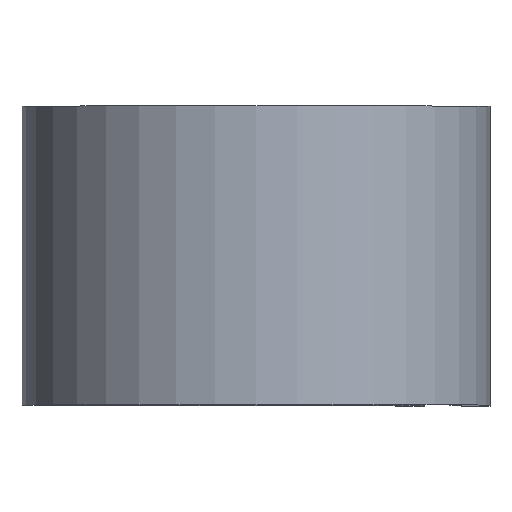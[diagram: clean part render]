
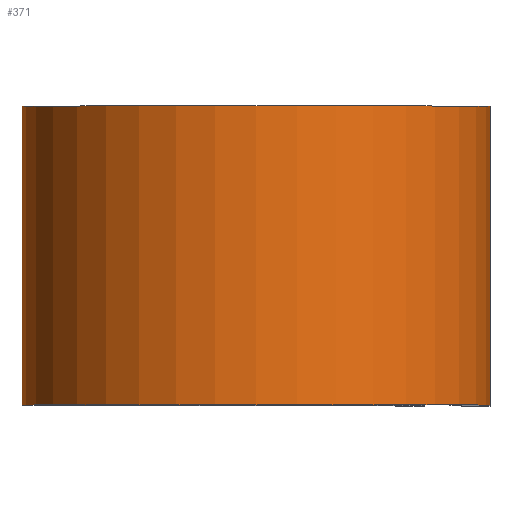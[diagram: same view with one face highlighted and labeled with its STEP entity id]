
A CAD part, top view. The second image highlights one B-rep face of the part: STEP entity #371.
In plain terms, the highlighted cylindrical face has radius 9.944 mm (diameter 19.888 mm), a partial arc.
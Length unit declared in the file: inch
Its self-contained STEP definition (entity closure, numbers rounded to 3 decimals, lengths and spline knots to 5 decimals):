
#2 = EDGE_CURVE ( 'NONE', #178, #469, #174, .T. ) ;
#14 = CARTESIAN_POINT ( 'NONE',  ( 0., 0.25, -0.3915 ) ) ;
#20 = AXIS2_PLACEMENT_3D ( 'NONE', #690, #695, #697 ) ;
#25 = EDGE_CURVE ( 'NONE', #439, #469, #49, .T. ) ;
#49 = LINE ( 'NONE', #277, #185 ) ;
#58 = EDGE_LOOP ( 'NONE', ( #548, #117, #711, #538 ) ) ;
#117 = ORIENTED_EDGE ( 'NONE', *, *, #25, .F. ) ;
#150 = EDGE_CURVE ( 'NONE', #510, #439, #627, .T. ) ;
#174 = CIRCLE ( 'NONE', #196, 0.3915 ) ;
#178 = VERTEX_POINT ( 'NONE', #675 ) ;
#185 = VECTOR ( 'NONE', #240, 39.37008 ) ;
#196 = AXIS2_PLACEMENT_3D ( 'NONE', #545, #673, #475 ) ;
#240 = DIRECTION ( 'NONE',  ( 0., -1., 0. ) ) ;
#242 = LINE ( 'NONE', #323, #596 ) ;
#269 = EDGE_CURVE ( 'NONE', #510, #178, #242, .T. ) ;
#276 = DIRECTION ( 'NONE',  ( 0., -1., 0. ) ) ;
#277 = CARTESIAN_POINT ( 'NONE',  ( 0.3915, 0.25, 0. ) ) ;
#323 = CARTESIAN_POINT ( 'NONE',  ( 0., 0.25, -0.3915 ) ) ;
#371 = ADVANCED_FACE ( 'NONE', ( #506 ), #498, .T. ) ;
#386 = CARTESIAN_POINT ( 'NONE',  ( 0.3915, -0.25, 0. ) ) ;
#439 = VERTEX_POINT ( 'NONE', #672 ) ;
#469 = VERTEX_POINT ( 'NONE', #386 ) ;
#475 = DIRECTION ( 'NONE',  ( 1., 0., 0. ) ) ;
#498 = CYLINDRICAL_SURFACE ( 'NONE', #558, 0.3915 ) ;
#506 = FACE_OUTER_BOUND ( 'NONE', #58, .T. ) ;
#510 = VERTEX_POINT ( 'NONE', #14 ) ;
#538 = ORIENTED_EDGE ( 'NONE', *, *, #269, .T. ) ;
#545 = CARTESIAN_POINT ( 'NONE',  ( 0., -0.25, 0. ) ) ;
#548 = ORIENTED_EDGE ( 'NONE', *, *, #2, .T. ) ;
#558 = AXIS2_PLACEMENT_3D ( 'NONE', #614, #667, #719 ) ;
#596 = VECTOR ( 'NONE', #276, 39.37008 ) ;
#614 = CARTESIAN_POINT ( 'NONE',  ( 0., 0.25, 0. ) ) ;
#627 = CIRCLE ( 'NONE', #20, 0.3915 ) ;
#667 = DIRECTION ( 'NONE',  ( 0., -1., 0. ) ) ;
#672 = CARTESIAN_POINT ( 'NONE',  ( 0.3915, 0.25, 0. ) ) ;
#673 = DIRECTION ( 'NONE',  ( 0., 1., 0. ) ) ;
#675 = CARTESIAN_POINT ( 'NONE',  ( 0., -0.25, -0.3915 ) ) ;
#690 = CARTESIAN_POINT ( 'NONE',  ( 0., 0.25, 0. ) ) ;
#695 = DIRECTION ( 'NONE',  ( 0., 1., 0. ) ) ;
#697 = DIRECTION ( 'NONE',  ( 1., 0., 0. ) ) ;
#711 = ORIENTED_EDGE ( 'NONE', *, *, #150, .F. ) ;
#719 = DIRECTION ( 'NONE',  ( 0., 0., -1. ) ) ;
